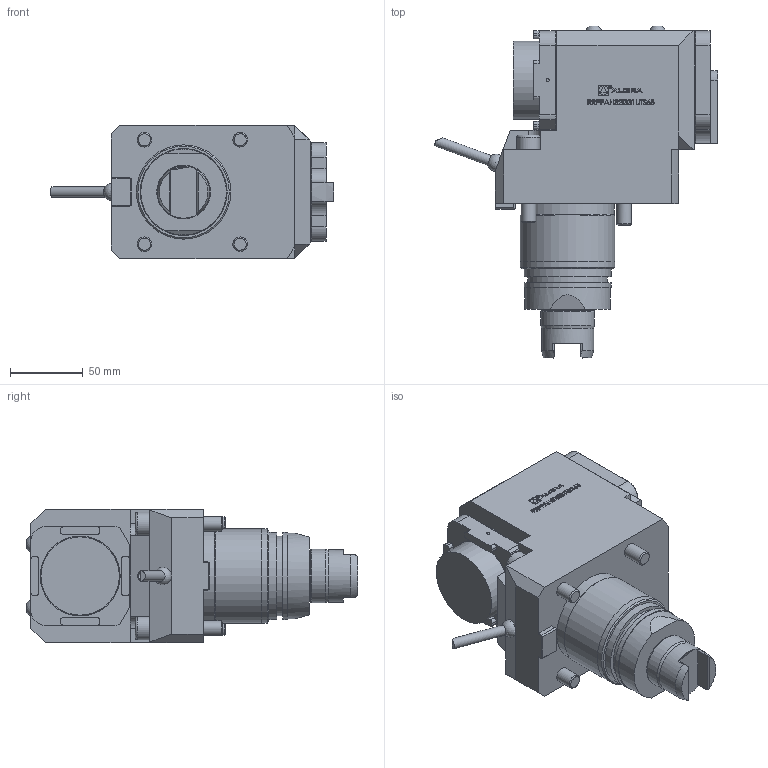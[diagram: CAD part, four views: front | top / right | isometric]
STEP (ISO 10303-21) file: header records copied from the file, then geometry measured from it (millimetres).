
FILE_DESCRIPTION (( 'STEP AP214' ), '1' );
FILE_NAME ('RRPPAH32I331UTS65.STEP', '2025-10-24T07:04:48', ( '' ), ( '' ), 'SwSTEP 2.0', 'SolidWorks 2023', '' );
FILE_SCHEMA (( 'AUTOMOTIVE_DESIGN' ));
Length unit declared in the file: millimetre
Products named in the file (1): RRPPAH32I331UTS65
Bounding box: 195.41 x 228.8 x 92 mm (x, y, z)
Volume: 1570424.9 mm3; surface area: 103849.9 mm2
Topology: 1 solids, 1 shells, 592 faces, 1522 edges, 1001 vertices
Faces by surface type: plane 349, bspline 114, cylinder 90, cone 32, sphere 5, torus 2
Full cylindrical faces by diameter (mm): 1.7 x1, 2.1 x1, 4 x1, 6.366 x1, 7 x1, 10 x4, 10.5 x4, 16 x2, 35 x1, 36 x1, 37 x1, 54 x1, 55 x1, 59 x1, 60 x2, 64 x1, 64.98 x1, 65 x2
Entity records: 27208 total; most frequent: CARTESIAN_POINT 9858, ORIENTED_EDGE 2932, DIRECTION 2381, EDGE_CURVE 1466, LINE 987, VECTOR 987, VERTEX_POINT 986, EDGE_LOOP 702
